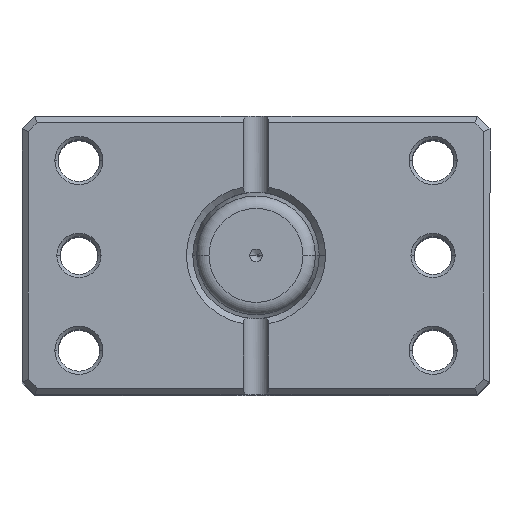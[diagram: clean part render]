
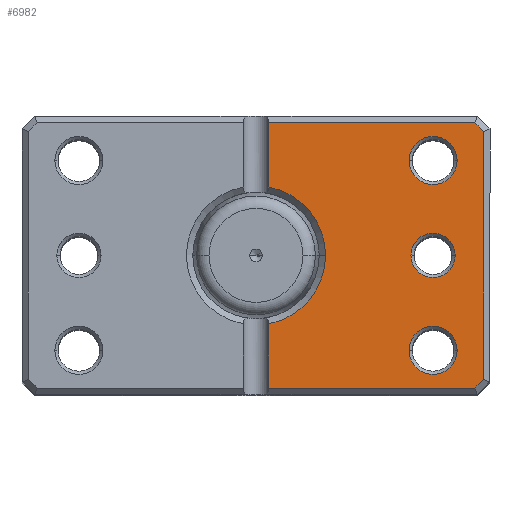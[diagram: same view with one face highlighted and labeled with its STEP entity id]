
A CAD part, top view. The second image highlights one B-rep face of the part: STEP entity #6982.
In plain terms, the highlighted face is planar.
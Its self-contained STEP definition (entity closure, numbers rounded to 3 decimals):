
#177 = ORIENTED_EDGE ( 'NONE', *, *, #4563, .T. ) ;
#182 = CIRCLE ( 'NONE', #1032, 11. ) ;
#284 = CARTESIAN_POINT ( 'NONE',  ( -31.5, 0., 0. ) ) ;
#291 = PLANE ( 'NONE',  #1993 ) ;
#319 = CARTESIAN_POINT ( 'NONE',  ( -27.793, 27.793, 0. ) ) ;
#374 = CARTESIAN_POINT ( 'NONE',  ( -34.586, -21., 0. ) ) ;
#384 = CIRCLE ( 'NONE', #4656, 3.8 ) ;
#400 = CARTESIAN_POINT ( 'NONE',  ( 0., 0., 0. ) ) ;
#406 = EDGE_CURVE ( 'NONE', #7022, #6333, #5113, .T. ) ;
#417 = DIRECTION ( 'NONE',  ( 1., 0., 0. ) ) ;
#435 = CARTESIAN_POINT ( 'NONE',  ( -2., -10.817, 0. ) ) ;
#484 = VERTEX_POINT ( 'NONE', #3294 ) ;
#548 = FACE_BOUND ( 'NONE', #4301, .T. ) ;
#799 = VERTEX_POINT ( 'NONE', #4306 ) ;
#824 = CIRCLE ( 'NONE', #2445, 3.5 ) ;
#840 = CARTESIAN_POINT ( 'NONE',  ( -28., 15., 0. ) ) ;
#902 = DIRECTION ( 'NONE',  ( 0., 0., 1. ) ) ;
#941 = CARTESIAN_POINT ( 'NONE',  ( -2., 21., 0. ) ) ;
#952 = DIRECTION ( 'NONE',  ( 1., 0., 0. ) ) ;
#1030 = DIRECTION ( 'NONE',  ( 0., -1., 0. ) ) ;
#1032 = AXIS2_PLACEMENT_3D ( 'NONE', #5129, #1831, #5661 ) ;
#1087 = CIRCLE ( 'NONE', #1577, 3.8 ) ;
#1195 = DIRECTION ( 'NONE',  ( 1., 0., 0. ) ) ;
#1276 = ORIENTED_EDGE ( 'NONE', *, *, #1545, .T. ) ;
#1286 = EDGE_CURVE ( 'NONE', #5010, #2579, #5433, .T. ) ;
#1311 = CIRCLE ( 'NONE', #5445, 11. ) ;
#1395 = VERTEX_POINT ( 'NONE', #2447 ) ;
#1410 = DIRECTION ( 'NONE',  ( 1., 0., 0. ) ) ;
#1545 = EDGE_CURVE ( 'NONE', #5856, #2229, #6630, .T. ) ;
#1577 = AXIS2_PLACEMENT_3D ( 'NONE', #2239, #6081, #2793 ) ;
#1667 = AXIS2_PLACEMENT_3D ( 'NONE', #6812, #6741, #6516 ) ;
#1831 = DIRECTION ( 'NONE',  ( 0., 0., 1. ) ) ;
#1832 = FACE_BOUND ( 'NONE', #2570, .T. ) ;
#1944 = EDGE_LOOP ( 'NONE', ( #4622, #5614, #6936, #4865, #177, #4354, #5833, #2674, #6002 ) ) ;
#1990 = CARTESIAN_POINT ( 'NONE',  ( -34.586, 21., 0. ) ) ;
#1993 = AXIS2_PLACEMENT_3D ( 'NONE', #4127, #4688, #1410 ) ;
#2052 = EDGE_CURVE ( 'NONE', #2246, #2667, #6617, .T. ) ;
#2166 = ORIENTED_EDGE ( 'NONE', *, *, #6875, .T. ) ;
#2229 = VERTEX_POINT ( 'NONE', #3702 ) ;
#2239 = CARTESIAN_POINT ( 'NONE',  ( -28., 15., 0. ) ) ;
#2246 = VERTEX_POINT ( 'NONE', #435 ) ;
#2285 = VECTOR ( 'NONE', #5078, 1000. ) ;
#2406 = CARTESIAN_POINT ( 'NONE',  ( -28., -15., 0. ) ) ;
#2445 = AXIS2_PLACEMENT_3D ( 'NONE', #7015, #3704, #417 ) ;
#2447 = CARTESIAN_POINT ( 'NONE',  ( -11., 0., 0. ) ) ;
#2547 = DIRECTION ( 'NONE',  ( 0.707, 0.707, 0. ) ) ;
#2570 = EDGE_LOOP ( 'NONE', ( #5065, #2166 ) ) ;
#2579 = VERTEX_POINT ( 'NONE', #284 ) ;
#2667 = VERTEX_POINT ( 'NONE', #6017 ) ;
#2674 = ORIENTED_EDGE ( 'NONE', *, *, #6420, .T. ) ;
#2716 = DIRECTION ( 'NONE',  ( 0., 0., 1. ) ) ;
#2727 = DIRECTION ( 'NONE',  ( -0.707, 0.707, 0. ) ) ;
#2793 = DIRECTION ( 'NONE',  ( 1., 0., 0. ) ) ;
#2956 = DIRECTION ( 'NONE',  ( 1., 0., 0. ) ) ;
#2975 = VERTEX_POINT ( 'NONE', #374 ) ;
#3006 = EDGE_CURVE ( 'NONE', #2579, #5010, #824, .T. ) ;
#3031 = VECTOR ( 'NONE', #2547, 1000. ) ;
#3233 = CARTESIAN_POINT ( 'NONE',  ( -31.8, 15., 0. ) ) ;
#3283 = FACE_BOUND ( 'NONE', #3701, .T. ) ;
#3294 = CARTESIAN_POINT ( 'NONE',  ( -36., -19.586, 0. ) ) ;
#3610 = EDGE_CURVE ( 'NONE', #2229, #5856, #1087, .T. ) ;
#3619 = CARTESIAN_POINT ( 'NONE',  ( -36., 0., 0. ) ) ;
#3701 = EDGE_LOOP ( 'NONE', ( #6707, #4355 ) ) ;
#3702 = CARTESIAN_POINT ( 'NONE',  ( -24.2, 15., 0. ) ) ;
#3704 = DIRECTION ( 'NONE',  ( 0., 0., 1. ) ) ;
#3731 = VECTOR ( 'NONE', #2727, 1000. ) ;
#3734 = LINE ( 'NONE', #3619, #2285 ) ;
#3735 = AXIS2_PLACEMENT_3D ( 'NONE', #840, #902, #1195 ) ;
#3754 = CARTESIAN_POINT ( 'NONE',  ( -36., 19.586, 0. ) ) ;
#3760 = CARTESIAN_POINT ( 'NONE',  ( -31.8, -15., 0. ) ) ;
#3804 = VECTOR ( 'NONE', #6136, 1000. ) ;
#3844 = CARTESIAN_POINT ( 'NONE',  ( -2., 10.817, 0. ) ) ;
#3865 = EDGE_CURVE ( 'NONE', #484, #7132, #3734, .T. ) ;
#3910 = CARTESIAN_POINT ( 'NONE',  ( -2., 22., 0. ) ) ;
#4127 = CARTESIAN_POINT ( 'NONE',  ( 0., 0., 0. ) ) ;
#4231 = DIRECTION ( 'NONE',  ( 0., 0., 1. ) ) ;
#4288 = CARTESIAN_POINT ( 'NONE',  ( -2., 22., 0. ) ) ;
#4301 = EDGE_LOOP ( 'NONE', ( #1276, #5658 ) ) ;
#4306 = CARTESIAN_POINT ( 'NONE',  ( -24.2, -15., 0. ) ) ;
#4354 = ORIENTED_EDGE ( 'NONE', *, *, #6657, .T. ) ;
#4355 = ORIENTED_EDGE ( 'NONE', *, *, #1286, .T. ) ;
#4411 = CARTESIAN_POINT ( 'NONE',  ( -24.5, 0., 0. ) ) ;
#4439 = VERTEX_POINT ( 'NONE', #3844 ) ;
#4563 = EDGE_CURVE ( 'NONE', #2667, #2975, #6381, .T. ) ;
#4622 = ORIENTED_EDGE ( 'NONE', *, *, #7130, .T. ) ;
#4637 = EDGE_CURVE ( 'NONE', #4439, #1395, #182, .T. ) ;
#4656 = AXIS2_PLACEMENT_3D ( 'NONE', #6004, #2716, #6558 ) ;
#4688 = DIRECTION ( 'NONE',  ( 0., 0., 1. ) ) ;
#4814 = CARTESIAN_POINT ( 'NONE',  ( 0., 21., 0. ) ) ;
#4865 = ORIENTED_EDGE ( 'NONE', *, *, #2052, .T. ) ;
#5010 = VERTEX_POINT ( 'NONE', #4411 ) ;
#5038 = CARTESIAN_POINT ( 'NONE',  ( 0., -21., 0. ) ) ;
#5060 = DIRECTION ( 'NONE',  ( 1., 0., 0. ) ) ;
#5065 = ORIENTED_EDGE ( 'NONE', *, *, #5879, .T. ) ;
#5073 = AXIS2_PLACEMENT_3D ( 'NONE', #2406, #6246, #2956 ) ;
#5078 = DIRECTION ( 'NONE',  ( 0., 1., 0. ) ) ;
#5113 = LINE ( 'NONE', #4814, #6398 ) ;
#5129 = CARTESIAN_POINT ( 'NONE',  ( 0., 0., 0. ) ) ;
#5143 = DIRECTION ( 'NONE',  ( 0., -1., 0. ) ) ;
#5158 = VECTOR ( 'NONE', #5143, 1000. ) ;
#5180 = LINE ( 'NONE', #4288, #5520 ) ;
#5181 = EDGE_CURVE ( 'NONE', #1395, #2246, #1311, .T. ) ;
#5274 = CIRCLE ( 'NONE', #5073, 3.8 ) ;
#5433 = CIRCLE ( 'NONE', #1667, 3.5 ) ;
#5445 = AXIS2_PLACEMENT_3D ( 'NONE', #400, #4231, #952 ) ;
#5520 = VECTOR ( 'NONE', #1030, 1000. ) ;
#5614 = ORIENTED_EDGE ( 'NONE', *, *, #4637, .T. ) ;
#5658 = ORIENTED_EDGE ( 'NONE', *, *, #3610, .T. ) ;
#5661 = DIRECTION ( 'NONE',  ( 1., 0., 0. ) ) ;
#5796 = LINE ( 'NONE', #319, #3031 ) ;
#5833 = ORIENTED_EDGE ( 'NONE', *, *, #3865, .T. ) ;
#5856 = VERTEX_POINT ( 'NONE', #3233 ) ;
#5879 = EDGE_CURVE ( 'NONE', #6546, #799, #384, .T. ) ;
#6002 = ORIENTED_EDGE ( 'NONE', *, *, #406, .T. ) ;
#6004 = CARTESIAN_POINT ( 'NONE',  ( -28., -15., 0. ) ) ;
#6017 = CARTESIAN_POINT ( 'NONE',  ( -2., -21., 0. ) ) ;
#6081 = DIRECTION ( 'NONE',  ( 0., 0., 1. ) ) ;
#6136 = DIRECTION ( 'NONE',  ( -1., 0., 0. ) ) ;
#6216 = FACE_OUTER_BOUND ( 'NONE', #1944, .T. ) ;
#6246 = DIRECTION ( 'NONE',  ( 0., 0., 1. ) ) ;
#6333 = VERTEX_POINT ( 'NONE', #941 ) ;
#6381 = LINE ( 'NONE', #5038, #3804 ) ;
#6398 = VECTOR ( 'NONE', #5060, 1000. ) ;
#6420 = EDGE_CURVE ( 'NONE', #7132, #7022, #5796, .T. ) ;
#6516 = DIRECTION ( 'NONE',  ( 1., 0., 0. ) ) ;
#6546 = VERTEX_POINT ( 'NONE', #3760 ) ;
#6558 = DIRECTION ( 'NONE',  ( 1., 0., 0. ) ) ;
#6617 = LINE ( 'NONE', #3910, #5158 ) ;
#6630 = CIRCLE ( 'NONE', #3735, 3.8 ) ;
#6649 = LINE ( 'NONE', #7138, #3731 ) ;
#6657 = EDGE_CURVE ( 'NONE', #2975, #484, #6649, .T. ) ;
#6707 = ORIENTED_EDGE ( 'NONE', *, *, #3006, .T. ) ;
#6741 = DIRECTION ( 'NONE',  ( 0., 0., 1. ) ) ;
#6812 = CARTESIAN_POINT ( 'NONE',  ( -28., 0., 0. ) ) ;
#6875 = EDGE_CURVE ( 'NONE', #799, #6546, #5274, .T. ) ;
#6936 = ORIENTED_EDGE ( 'NONE', *, *, #5181, .T. ) ;
#6982 = ADVANCED_FACE ( 'NONE', ( #3283, #1832, #548, #6216 ), #291, .F. ) ;
#7015 = CARTESIAN_POINT ( 'NONE',  ( -28., 0., 0. ) ) ;
#7022 = VERTEX_POINT ( 'NONE', #1990 ) ;
#7130 = EDGE_CURVE ( 'NONE', #6333, #4439, #5180, .T. ) ;
#7132 = VERTEX_POINT ( 'NONE', #3754 ) ;
#7138 = CARTESIAN_POINT ( 'NONE',  ( -27.793, -27.793, 0. ) ) ;
